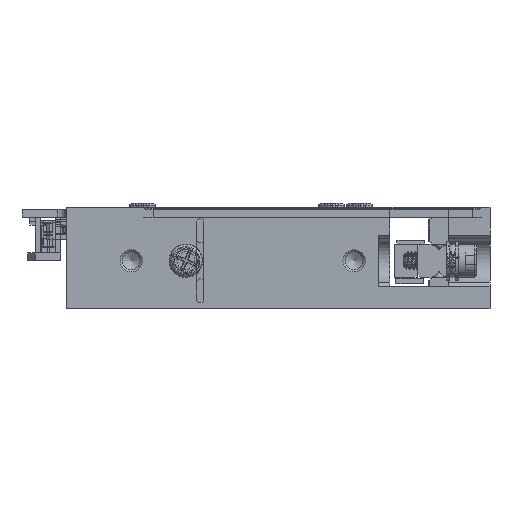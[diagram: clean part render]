
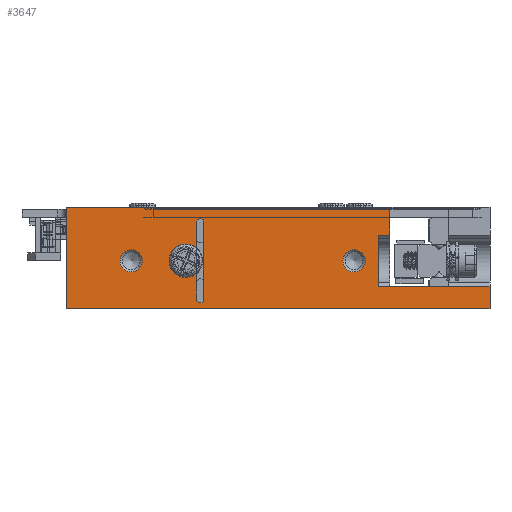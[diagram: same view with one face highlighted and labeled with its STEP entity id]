
A CAD part, left-side view. The second image highlights one B-rep face of the part: STEP entity #3647.
In plain terms, the highlighted planar face has unit normal (-1, 0, 0).
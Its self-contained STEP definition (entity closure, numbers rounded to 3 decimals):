
#995=PLANE('',#56560);
#3247=FACE_BOUND('',#9504,.T.);
#3248=FACE_BOUND('',#9505,.T.);
#3249=FACE_BOUND('',#9506,.T.);
#3250=FACE_BOUND('',#9507,.T.);
#3647=ADVANCED_FACE('',(#3247,#3248,#3249,#3250),#995,.F.);
#9504=EDGE_LOOP('',(#26644));
#9505=EDGE_LOOP('',(#26645));
#9506=EDGE_LOOP('',(#26646,#26647,#26648,#26649,#26650,#26651));
#9507=EDGE_LOOP('',(#26652,#26653,#26654,#26655,#26656,#26657,#26658,#26659,
#26660,#26661,#26662,#26663));
#12496=LINE('',#74927,#19459);
#12497=LINE('',#74932,#19460);
#12498=LINE('',#74936,#19461);
#12499=LINE('',#74939,#19462);
#12500=LINE('',#74942,#19463);
#12501=LINE('',#74944,#19464);
#12502=LINE('',#74946,#19465);
#12503=LINE('',#74948,#19466);
#12504=LINE('',#74950,#19467);
#12505=LINE('',#74952,#19468);
#12506=LINE('',#74954,#19469);
#12507=LINE('',#74956,#19470);
#12508=LINE('',#74958,#19471);
#12509=LINE('',#74960,#19472);
#12510=LINE('',#74962,#19473);
#19459=VECTOR('',#60529,1.);
#19460=VECTOR('',#60532,1.);
#19461=VECTOR('',#60535,1.);
#19462=VECTOR('',#60538,1.);
#19463=VECTOR('',#60539,1.);
#19464=VECTOR('',#60540,1.);
#19465=VECTOR('',#60541,1.);
#19466=VECTOR('',#60542,1.);
#19467=VECTOR('',#60543,1.);
#19468=VECTOR('',#60544,1.);
#19469=VECTOR('',#60545,1.);
#19470=VECTOR('',#60546,1.);
#19471=VECTOR('',#60547,1.);
#19472=VECTOR('',#60548,1.);
#19473=VECTOR('',#60549,1.);
#26644=ORIENTED_EDGE('',*,*,#47668,.T.);
#26645=ORIENTED_EDGE('',*,*,#47669,.T.);
#26646=ORIENTED_EDGE('',*,*,#47670,.F.);
#26647=ORIENTED_EDGE('',*,*,#47671,.T.);
#26648=ORIENTED_EDGE('',*,*,#47672,.F.);
#26649=ORIENTED_EDGE('',*,*,#47673,.F.);
#26650=ORIENTED_EDGE('',*,*,#47674,.F.);
#26651=ORIENTED_EDGE('',*,*,#47675,.F.);
#26652=ORIENTED_EDGE('',*,*,#47676,.F.);
#26653=ORIENTED_EDGE('',*,*,#47677,.T.);
#26654=ORIENTED_EDGE('',*,*,#47678,.F.);
#26655=ORIENTED_EDGE('',*,*,#47679,.F.);
#26656=ORIENTED_EDGE('',*,*,#47680,.T.);
#26657=ORIENTED_EDGE('',*,*,#47681,.T.);
#26658=ORIENTED_EDGE('',*,*,#47682,.T.);
#26659=ORIENTED_EDGE('',*,*,#47683,.T.);
#26660=ORIENTED_EDGE('',*,*,#47684,.T.);
#26661=ORIENTED_EDGE('',*,*,#47685,.F.);
#26662=ORIENTED_EDGE('',*,*,#47686,.T.);
#26663=ORIENTED_EDGE('',*,*,#47687,.T.);
#42358=VERTEX_POINT('',#74924);
#42359=VERTEX_POINT('',#74926);
#42360=VERTEX_POINT('',#74928);
#42361=VERTEX_POINT('',#74929);
#42362=VERTEX_POINT('',#74931);
#42363=VERTEX_POINT('',#74933);
#42364=VERTEX_POINT('',#74935);
#42365=VERTEX_POINT('',#74937);
#42366=VERTEX_POINT('',#74940);
#42367=VERTEX_POINT('',#74941);
#42368=VERTEX_POINT('',#74943);
#42369=VERTEX_POINT('',#74945);
#42370=VERTEX_POINT('',#74947);
#42371=VERTEX_POINT('',#74949);
#42372=VERTEX_POINT('',#74951);
#42373=VERTEX_POINT('',#74953);
#42374=VERTEX_POINT('',#74955);
#42375=VERTEX_POINT('',#74957);
#42376=VERTEX_POINT('',#74959);
#42377=VERTEX_POINT('',#74961);
#47668=EDGE_CURVE('',#42358,#42358,#55539,.T.);
#47669=EDGE_CURVE('',#42359,#42359,#55540,.T.);
#47670=EDGE_CURVE('',#42360,#42361,#12496,.T.);
#47671=EDGE_CURVE('',#42360,#42362,#55541,.T.);
#47672=EDGE_CURVE('',#42363,#42362,#12497,.T.);
#47673=EDGE_CURVE('',#42364,#42363,#55542,.T.);
#47674=EDGE_CURVE('',#42365,#42364,#12498,.T.);
#47675=EDGE_CURVE('',#42361,#42365,#55543,.T.);
#47676=EDGE_CURVE('',#42366,#42367,#12499,.T.);
#47677=EDGE_CURVE('',#42366,#42368,#12500,.T.);
#47678=EDGE_CURVE('',#42369,#42368,#12501,.T.);
#47679=EDGE_CURVE('',#42370,#42369,#12502,.T.);
#47680=EDGE_CURVE('',#42370,#42371,#12503,.T.);
#47681=EDGE_CURVE('',#42371,#42372,#12504,.T.);
#47682=EDGE_CURVE('',#42372,#42373,#12505,.T.);
#47683=EDGE_CURVE('',#42373,#42374,#12506,.T.);
#47684=EDGE_CURVE('',#42374,#42375,#12507,.T.);
#47685=EDGE_CURVE('',#42376,#42375,#12508,.T.);
#47686=EDGE_CURVE('',#42376,#42377,#12509,.T.);
#47687=EDGE_CURVE('',#42377,#42367,#12510,.T.);
#55539=CIRCLE('',#56555,1.);
#55540=CIRCLE('',#56556,1.);
#55541=CIRCLE('',#56557,1.);
#55542=CIRCLE('',#56558,0.325);
#55543=CIRCLE('',#56559,0.325);
#56555=AXIS2_PLACEMENT_3D('',#74923,#60525,#60526);
#56556=AXIS2_PLACEMENT_3D('',#74925,#60527,#60528);
#56557=AXIS2_PLACEMENT_3D('',#74930,#60530,#60531);
#56558=AXIS2_PLACEMENT_3D('',#74934,#60533,#60534);
#56559=AXIS2_PLACEMENT_3D('',#74938,#60536,#60537);
#56560=AXIS2_PLACEMENT_3D('',#74963,#60550,#60551);
#60525=DIRECTION('',(1.,0.,0.));
#60526=DIRECTION('',(0.,1.,0.));
#60527=DIRECTION('',(1.,0.,0.));
#60528=DIRECTION('',(0.,1.,0.));
#60529=DIRECTION('',(0.,0.,-1.));
#60530=DIRECTION('',(1.,0.,0.));
#60531=DIRECTION('',(0.,1.,0.));
#60532=DIRECTION('',(0.,0.,-1.));
#60533=DIRECTION('',(-1.,0.,0.));
#60534=DIRECTION('',(0.,0.,1.));
#60535=DIRECTION('',(0.,0.,1.));
#60536=DIRECTION('',(-1.,0.,0.));
#60537=DIRECTION('',(0.,0.,1.));
#60538=DIRECTION('',(0.,0.,-1.));
#60539=DIRECTION('',(0.,1.,0.));
#60540=DIRECTION('',(0.,0.,1.));
#60541=DIRECTION('',(0.,-1.,0.));
#60542=DIRECTION('',(0.,0.,1.));
#60543=DIRECTION('',(0.,1.,0.));
#60544=DIRECTION('',(0.,0.,1.));
#60545=DIRECTION('',(0.,-1.,0.));
#60546=DIRECTION('',(0.,0.,1.));
#60547=DIRECTION('',(0.,-1.,0.));
#60548=DIRECTION('',(0.,0.,-1.));
#60549=DIRECTION('',(0.,-1.,0.));
#60550=DIRECTION('',(1.,0.,0.));
#60551=DIRECTION('',(0.,1.,0.));
#74923=CARTESIAN_POINT('',(-15.,12.2,4.3));
#74924=CARTESIAN_POINT('',(-15.,13.2,4.3));
#74925=CARTESIAN_POINT('',(-15.,32.2,4.3));
#74926=CARTESIAN_POINT('',(-15.,33.2,4.3));
#74927=CARTESIAN_POINT('',(-15.,26.325,2.35));
#74928=CARTESIAN_POINT('',(-15.,26.325,4.078));
#74929=CARTESIAN_POINT('',(-15.,26.325,0.85));
#74930=CARTESIAN_POINT('',(-15.,27.3,4.3));
#74931=CARTESIAN_POINT('',(-15.,26.325,4.522));
#74932=CARTESIAN_POINT('',(-15.,26.325,2.35));
#74933=CARTESIAN_POINT('',(-15.,26.325,7.75));
#74934=CARTESIAN_POINT('',(-15.,26.,7.75));
#74935=CARTESIAN_POINT('',(-15.,25.675,7.75));
#74936=CARTESIAN_POINT('',(-15.,25.675,0.85));
#74937=CARTESIAN_POINT('',(-15.,25.675,0.85));
#74938=CARTESIAN_POINT('',(-15.,26.,0.85));
#74939=CARTESIAN_POINT('',(-15.,0.,9.1));
#74940=CARTESIAN_POINT('',(-15.,0.,2.009));
#74941=CARTESIAN_POINT('',(-15.,0.,0.));
#74942=CARTESIAN_POINT('',(-15.,3.7,2.009));
#74943=CARTESIAN_POINT('',(-15.,3.7,2.009));
#74944=CARTESIAN_POINT('',(-15.,3.7,2.));
#74945=CARTESIAN_POINT('',(-15.,3.7,2.));
#74946=CARTESIAN_POINT('',(-15.,9.,2.));
#74947=CARTESIAN_POINT('',(-15.,9.,2.));
#74948=CARTESIAN_POINT('',(-15.,9.,2.));
#74949=CARTESIAN_POINT('',(-15.,9.,2.009));
#74950=CARTESIAN_POINT('',(-15.,10.,2.009));
#74951=CARTESIAN_POINT('',(-15.,10.,2.009));
#74952=CARTESIAN_POINT('',(-15.,10.,2.3));
#74953=CARTESIAN_POINT('',(-15.,10.,6.591));
#74954=CARTESIAN_POINT('',(-15.,9.,6.591));
#74955=CARTESIAN_POINT('',(-15.,9.,6.591));
#74956=CARTESIAN_POINT('',(-15.,9.,2.));
#74957=CARTESIAN_POINT('',(-15.,9.,9.1));
#74958=CARTESIAN_POINT('',(-15.,38.,9.1));
#74959=CARTESIAN_POINT('',(-15.,38.,9.1));
#74960=CARTESIAN_POINT('',(-15.,38.,9.1));
#74961=CARTESIAN_POINT('',(-15.,38.,0.));
#74962=CARTESIAN_POINT('',(-15.,38.,0.));
#74963=CARTESIAN_POINT('',(-15.,38.,9.1));
